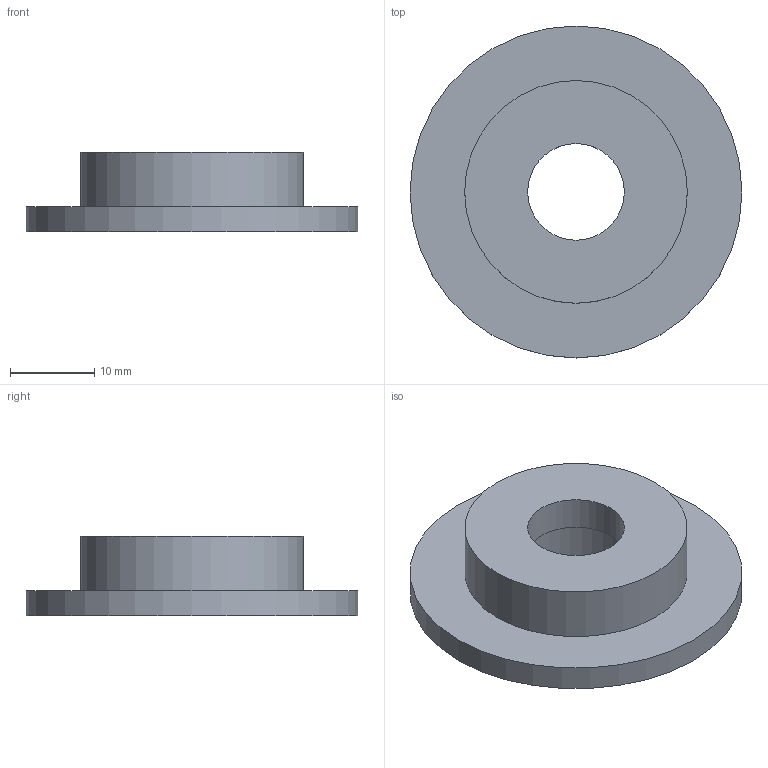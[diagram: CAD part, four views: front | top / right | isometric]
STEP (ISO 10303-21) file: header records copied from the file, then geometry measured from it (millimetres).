
FILE_DESCRIPTION(/* description */ ('Unknown'),/* implementation_level */ '2;1');
FILE_NAME(/* name */ 'tampa-rolo-v1',/* time_stamp */ '2025-11-20T13:40:36-03:00',/* author */ ('Unknown'),/* organization */ ('Unknown'),/* preprocessor_version */ 'ST-DEVELOPER v20',/* originating_system */ 'Solid Edge',/* authorisation */ 'Unknown');
FILE_SCHEMA (('AUTOMOTIVE_DESIGN {1 0 10303 214 3 1 1}'));
Length unit declared in the file: millimetre
Products named in the file (1): Pe蓷7
Bounding box: 39.5 x 39.5 x 9.5 mm (x, y, z)
Volume: 5854.4 mm3; surface area: 3562.8 mm2
Topology: 1 solids, 1 shells, 8 faces, 13 edges, 9 vertices
Faces by surface type: cylinder 4, plane 4
Full cylindrical faces by diameter (mm): 11.5 x1, 15.15 x1, 26.5 x1, 39.5 x1
Entity records: 198 total; most frequent: DIRECTION 34, CARTESIAN_POINT 25, AXIS2_PLACEMENT_3D 17, ORIENTED_EDGE 16, EDGE_LOOP 16, FACE_BOUND 16, EDGE_CURVE 8, VERTEX_POINT 8
